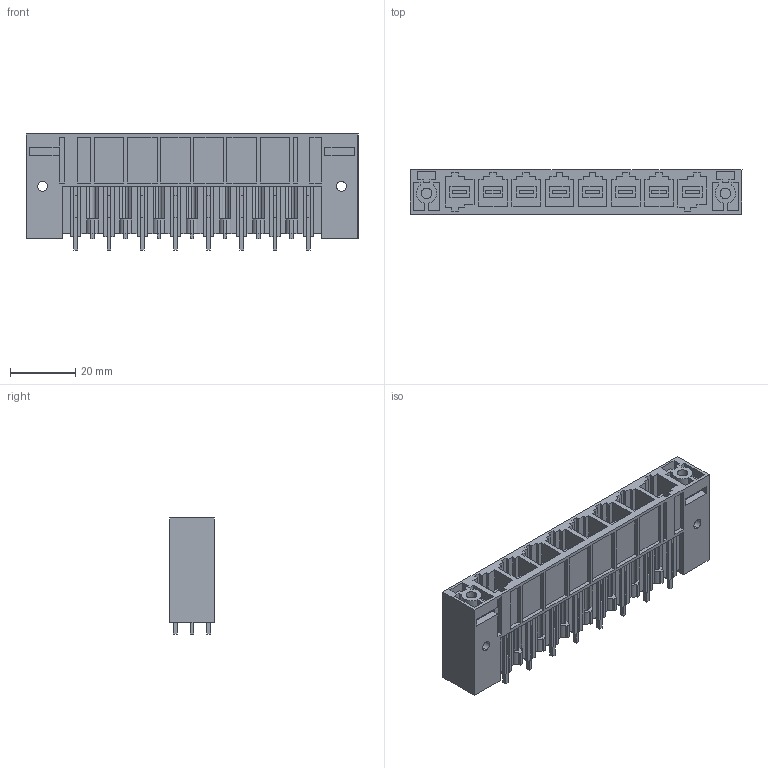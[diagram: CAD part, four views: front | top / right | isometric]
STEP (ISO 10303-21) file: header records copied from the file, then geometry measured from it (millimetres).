
FILE_DESCRIPTION(('CATIA V5 STEP Exchange','CAx-IF Rec.Pracs.--- Model Styling and Organization---1.2---2011-12-15'),'2;1');
FILE_NAME ('D1457520_0_1850940000_1850940000.stp','2018-03-12T13:23:28+00:00',('none'),('Weidmueller'),'CATIA Version 5-6 Release 2014','CATIA V5 STEP AP214','none');
FILE_SCHEMA(('AUTOMOTIVE_DESIGN { 1 0 10303 214 1 1 1 1 }'));
Length unit declared in the file: millimetre
Products named in the file (1): 1850940000
Bounding box: 101.6 x 13.6 x 35.5 mm (x, y, z)
Volume: 25299 mm3; surface area: 27885.6 mm2
Topology: 9 solids, 9 shells, 966 faces, 2777 edges, 1866 vertices
Faces by surface type: plane 895, cylinder 71
Entity records: 29943 total; most frequent: ORIENTED_EDGE 5554, CARTESIAN_POINT 5261, DIRECTION 3909, EDGE_CURVE 2777, VECTOR 2624, LINE 2624, VERTEX_POINT 1866, EDGE_LOOP 1037
